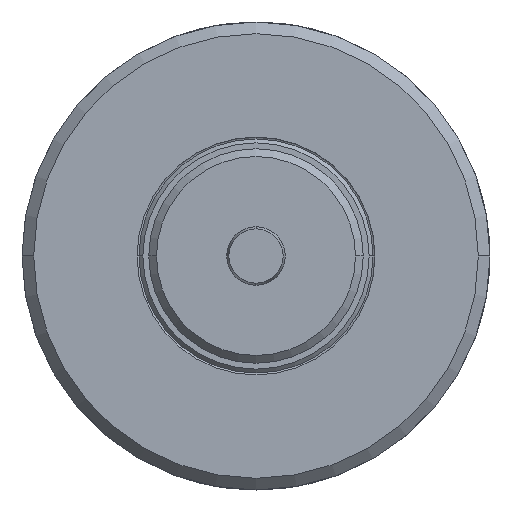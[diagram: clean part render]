
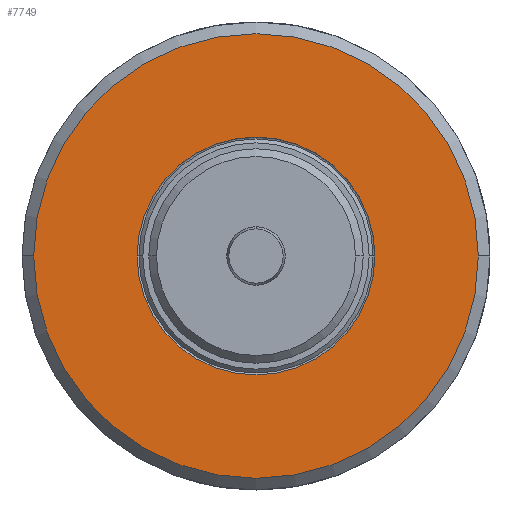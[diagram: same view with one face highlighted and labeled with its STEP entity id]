
A CAD part, left-side view. The second image highlights one B-rep face of the part: STEP entity #7749.
In plain terms, the highlighted planar face has unit normal (-1, 0, 0).
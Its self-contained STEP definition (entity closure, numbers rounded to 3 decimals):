
#3141=CARTESIAN_POINT('',(-8.,0.,0.));
#3142=DIRECTION('',(1.,0.,0.));
#3143=DIRECTION('',(0.,1.,0.));
#3144=AXIS2_PLACEMENT_3D('',#3141,#3142,#3143);
#3146=CARTESIAN_POINT('',(-8.,0.,0.));
#3147=DIRECTION('',(1.,0.,0.));
#3148=DIRECTION('',(0.,-1.,0.));
#3149=AXIS2_PLACEMENT_3D('',#3146,#3147,#3148);
#3151=CARTESIAN_POINT('',(-8.,0.,0.));
#3152=DIRECTION('',(1.,0.,0.));
#3153=DIRECTION('',(0.,1.,0.));
#3154=AXIS2_PLACEMENT_3D('',#3151,#3152,#3153);
#3156=CARTESIAN_POINT('',(-8.,0.,0.));
#3157=DIRECTION('',(1.,0.,0.));
#3158=DIRECTION('',(0.,-1.,0.));
#3159=AXIS2_PLACEMENT_3D('',#3156,#3157,#3158);
#3923=CARTESIAN_POINT('',(-8.,3.05,0.));
#3924=VERTEX_POINT('',#3923);
#3925=CARTESIAN_POINT('',(-8.,-3.05,0.));
#3926=VERTEX_POINT('',#3925);
#3943=CARTESIAN_POINT('',(-8.,5.7,0.));
#3944=CARTESIAN_POINT('',(-8.,-5.7,
0.));
#3945=VERTEX_POINT('',#3943);
#3946=VERTEX_POINT('',#3944);
#7734=CARTESIAN_POINT('',(-8.,0.,0.));
#7735=DIRECTION('',(-1.,0.,0.));
#7736=DIRECTION('',(0.,-1.,0.));
#7737=AXIS2_PLACEMENT_3D('',#7734,#7735,#7736);
#7738=PLANE('',#7737);
#7739=ORIENTED_EDGE('',*,*,#4119,.T.);
#7740=ORIENTED_EDGE('',*,*,#4134,.T.);
#7741=EDGE_LOOP('',(#7739,#7740));
#7742=FACE_OUTER_BOUND('',#7741,.F.);
#7744=ORIENTED_EDGE('',*,*,#7743,.F.);
#7746=ORIENTED_EDGE('',*,*,#7745,.F.);
#7747=EDGE_LOOP('',(#7744,#7746));
#7748=FACE_BOUND('',#7747,.F.);
#7749=ADVANCED_FACE('',(#7742,#7748),#7738,.T.);
#3145=CIRCLE('',#3144,5.7);
#3150=CIRCLE('',#3149,5.7);
#3155=CIRCLE('',#3154,3.05);
#3160=CIRCLE('',#3159,3.05);
#4119=EDGE_CURVE('',#3945,#3946,#3145,.T.);
#4134=EDGE_CURVE('',#3946,#3945,#3150,.T.);
#7743=EDGE_CURVE('',#3924,#3926,#3155,.T.);
#7745=EDGE_CURVE('',#3926,#3924,#3160,.T.);
